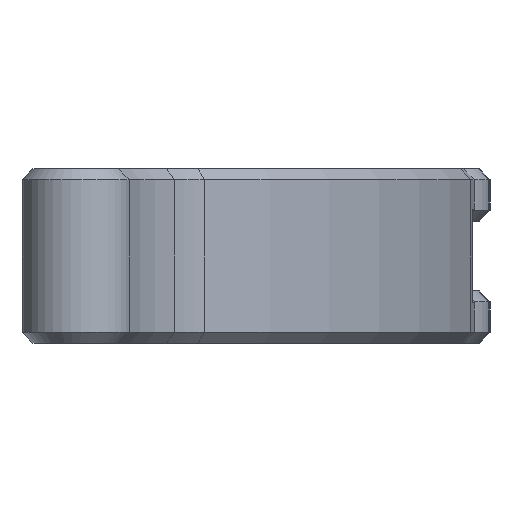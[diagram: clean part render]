
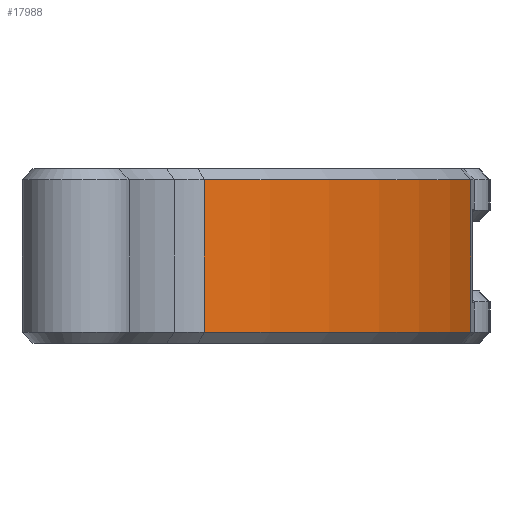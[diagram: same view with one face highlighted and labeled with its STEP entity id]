
A CAD part, left-side view. The second image highlights one B-rep face of the part: STEP entity #17988.
In plain terms, the highlighted cylindrical face has radius 59.776 mm (diameter 119.553 mm), a partial arc.
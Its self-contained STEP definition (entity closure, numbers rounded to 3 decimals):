
#25=CYLINDRICAL_SURFACE('',#18314,59.776);
#152=CIRCLE('',#18300,59.776);
#159=CIRCLE('',#18315,59.776);
#1299=FACE_OUTER_BOUND('',#2298,.T.);
#2298=EDGE_LOOP('',(#16115,#16116,#16117,#16118));
#3483=LINE('',#38163,#4670);
#3487=LINE('',#38179,#4674);
#4670=VECTOR('',#20034,10.);
#4674=VECTOR('',#20040,10.);
#7999=VERTEX_POINT('',#38090);
#8007=VERTEX_POINT('',#38133);
#8013=VERTEX_POINT('',#38162);
#8018=VERTEX_POINT('',#38178);
#10714=EDGE_CURVE('',#8007,#7999,#152,.T.);
#10727=EDGE_CURVE('',#8013,#7999,#3483,.T.);
#10733=EDGE_CURVE('',#8018,#8007,#3487,.T.);
#10734=EDGE_CURVE('',#8013,#8018,#159,.T.);
#16115=ORIENTED_EDGE('',*,*,#10714,.F.);
#16116=ORIENTED_EDGE('',*,*,#10733,.F.);
#16117=ORIENTED_EDGE('',*,*,#10734,.F.);
#16118=ORIENTED_EDGE('',*,*,#10727,.T.);
#17988=ADVANCED_FACE('',(#1299),#25,.T.);
#18300=AXIS2_PLACEMENT_3D('',#38137,#20000,#20001);
#18314=AXIS2_PLACEMENT_3D('',#38177,#20038,#20039);
#18315=AXIS2_PLACEMENT_3D('',#38180,#20041,#20042);
#20000=DIRECTION('center_axis',(0.,0.,1.));
#20001=DIRECTION('ref_axis',(-0.834,-0.552,0.));
#20034=DIRECTION('',(0.,0.,1.));
#20038=DIRECTION('center_axis',(0.,0.,
-1.));
#20039=DIRECTION('ref_axis',(-0.834,-0.552,0.));
#20040=DIRECTION('',(0.,0.,1.));
#20041=DIRECTION('center_axis',(0.,0.,-1.));
#20042=DIRECTION('ref_axis',(-0.834,-0.552,0.));
#38090=CARTESIAN_POINT('',(5.252,-54.198,-1.));
#38133=CARTESIAN_POINT('',(-32.945,-29.786,-1.));
#38137=CARTESIAN_POINT('Origin',(15.941,4.615,-1.));
#38162=CARTESIAN_POINT('',(5.252,-54.198,-15.));
#38163=CARTESIAN_POINT('',(5.252,-54.198,0.));
#38177=CARTESIAN_POINT('Origin',(15.941,4.615,0.));
#38178=CARTESIAN_POINT('',(-32.945,-29.786,-15.));
#38179=CARTESIAN_POINT('',(-32.945,-29.786,0.));
#38180=CARTESIAN_POINT('Origin',(15.941,4.615,-15.));
